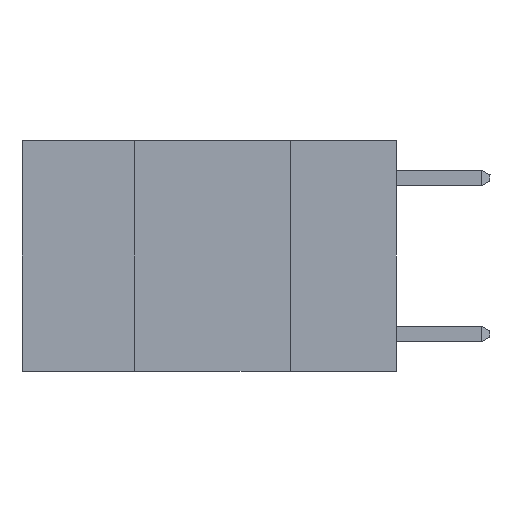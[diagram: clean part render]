
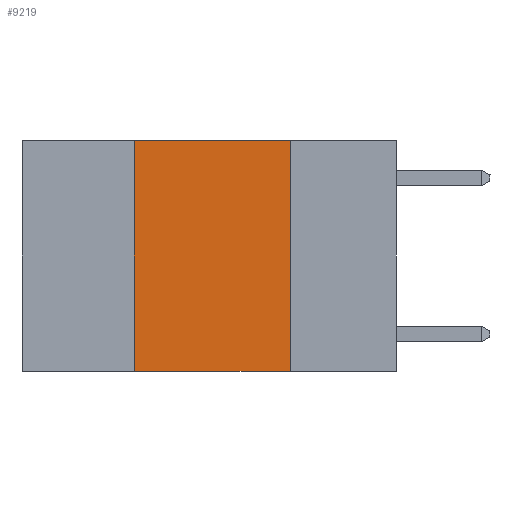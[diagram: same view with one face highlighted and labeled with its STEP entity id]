
A CAD part, left-side view. The second image highlights one B-rep face of the part: STEP entity #9219.
In plain terms, the highlighted planar face has unit normal (-1, 0, 0).
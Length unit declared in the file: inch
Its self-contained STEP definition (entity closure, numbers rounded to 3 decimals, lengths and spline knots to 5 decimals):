
#430 = EDGE_CURVE ( 'NONE', #4861, #13257, #2130, .T. ) ;
#739 = ORIENTED_EDGE ( 'NONE', *, *, #5596, .F. ) ;
#941 = ORIENTED_EDGE ( 'NONE', *, *, #6032, .F. ) ;
#1030 = ORIENTED_EDGE ( 'NONE', *, *, #2173, .F. ) ;
#1041 = VECTOR ( 'NONE', #2565, 39.37008 ) ;
#1062 = ORIENTED_EDGE ( 'NONE', *, *, #430, .T. ) ;
#1090 = CARTESIAN_POINT ( 'NONE',  ( 0., 0.6, 0. ) ) ;
#1247 = CARTESIAN_POINT ( 'NONE',  ( 0., 0.42, 0. ) ) ;
#1459 = LINE ( 'NONE', #1247, #1041 ) ;
#2130 = LINE ( 'NONE', #3542, #8529 ) ;
#2173 = EDGE_CURVE ( 'NONE', #4861, #13461, #1459, .T. ) ;
#2269 = AXIS2_PLACEMENT_3D ( 'NONE', #1090, #10025, #2407 ) ;
#2407 = DIRECTION ( 'NONE',  ( 0., 0., -1. ) ) ;
#2565 = DIRECTION ( 'NONE',  ( 0., 0., 1. ) ) ;
#2902 = CARTESIAN_POINT ( 'NONE',  ( 0., 0.17, -0.37 ) ) ;
#3449 = CARTESIAN_POINT ( 'NONE',  ( 0., 0.42, 0. ) ) ;
#3542 = CARTESIAN_POINT ( 'NONE',  ( 0., 0.6, -0.37 ) ) ;
#4861 = VERTEX_POINT ( 'NONE', #6803 ) ;
#5336 = DIRECTION ( 'NONE',  ( 0., -1., 0. ) ) ;
#5528 = LINE ( 'NONE', #14107, #12282 ) ;
#5596 = EDGE_CURVE ( 'NONE', #8852, #13257, #9726, .T. ) ;
#5803 = DIRECTION ( 'NONE',  ( 0., -1., 0. ) ) ;
#6032 = EDGE_CURVE ( 'NONE', #13461, #8852, #5528, .T. ) ;
#6803 = CARTESIAN_POINT ( 'NONE',  ( 0., 0.42, -0.37 ) ) ;
#8529 = VECTOR ( 'NONE', #5803, 39.37008 ) ;
#8852 = VERTEX_POINT ( 'NONE', #14402 ) ;
#8945 = VECTOR ( 'NONE', #13286, 39.37008 ) ;
#9219 = ADVANCED_FACE ( 'NONE', ( #11210 ), #14939, .F. ) ;
#9486 = EDGE_LOOP ( 'NONE', ( #739, #941, #1030, #1062 ) ) ;
#9726 = LINE ( 'NONE', #12091, #8945 ) ;
#10025 = DIRECTION ( 'NONE',  ( 1., 0., 0. ) ) ;
#11210 = FACE_OUTER_BOUND ( 'NONE', #9486, .T. ) ;
#12091 = CARTESIAN_POINT ( 'NONE',  ( 0., 0.17, 0. ) ) ;
#12282 = VECTOR ( 'NONE', #5336, 39.37008 ) ;
#13257 = VERTEX_POINT ( 'NONE', #2902 ) ;
#13286 = DIRECTION ( 'NONE',  ( 0., 0., -1. ) ) ;
#13461 = VERTEX_POINT ( 'NONE', #3449 ) ;
#14107 = CARTESIAN_POINT ( 'NONE',  ( 0., 0.6, 0. ) ) ;
#14402 = CARTESIAN_POINT ( 'NONE',  ( 0., 0.17, 0. ) ) ;
#14939 = PLANE ( 'NONE',  #2269 ) ;
